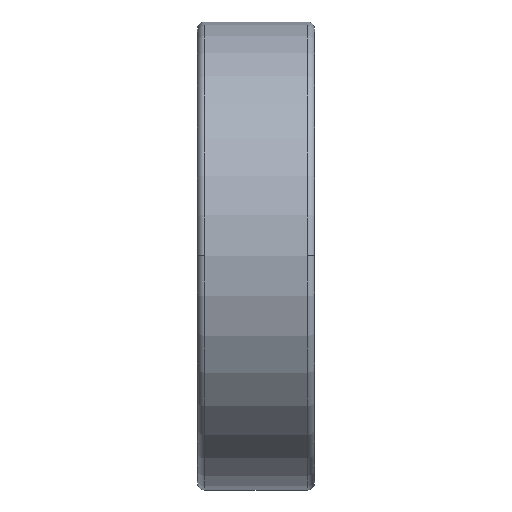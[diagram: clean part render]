
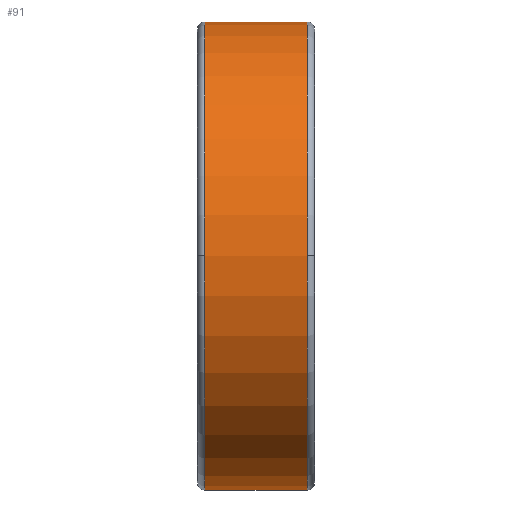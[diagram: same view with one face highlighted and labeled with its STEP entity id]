
A CAD part, top view. The second image highlights one B-rep face of the part: STEP entity #91.
In plain terms, the highlighted cylindrical face has radius 50 mm (diameter 100 mm), a partial arc.
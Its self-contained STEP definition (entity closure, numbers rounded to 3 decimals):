
#91=ADVANCED_FACE('',(#341),#342,.T.);
#341=FACE_OUTER_BOUND('',#921,.T.);
#342=CYLINDRICAL_SURFACE('',#922,50.0);
#921=EDGE_LOOP('',(#1532,#1533,#1534,#1535,#1536,#1537));
#922=AXIS2_PLACEMENT_3D('',#1538,#1539,#1540);
#1532=ORIENTED_EDGE('',*,*,#3285,.F.);
#1533=ORIENTED_EDGE('',*,*,#3263,.T.);
#1534=ORIENTED_EDGE('',*,*,#3286,.T.);
#1535=ORIENTED_EDGE('',*,*,#3287,.F.);
#1536=ORIENTED_EDGE('',*,*,#3288,.F.);
#1537=ORIENTED_EDGE('',*,*,#3281,.F.);
#1538=CARTESIAN_POINT('',(12.5,0.0,0.0));
#1539=DIRECTION('',(1.0,0.0,0.0));
#1540=DIRECTION('',(0.0,1.0,0.0));
#3263=EDGE_CURVE('',#3786,#3784,#3787,.T.);
#3281=EDGE_CURVE('',#3820,#3822,#3823,.T.);
#3285=EDGE_CURVE('',#3786,#3820,#3829,.T.);
#3286=EDGE_CURVE('',#3784,#3830,#3831,.T.);
#3287=EDGE_CURVE('',#3832,#3830,#3833,.T.);
#3288=EDGE_CURVE('',#3822,#3832,#3834,.T.);
#3784=VERTEX_POINT('',#4668);
#3786=VERTEX_POINT('',#4670);
#3787=CIRCLE('',#4671,50.0);
#3820=VERTEX_POINT('',#4708);
#3822=VERTEX_POINT('',#4710);
#3823=CIRCLE('',#4711,50.0);
#3829=LINE('',#4717,#4718);
#3830=VERTEX_POINT('',#4719);
#3831=CIRCLE('',#4720,50.0);
#3832=VERTEX_POINT('',#4721);
#3833=LINE('',#4722,#4723);
#3834=CIRCLE('',#4724,50.0);
#4668=CARTESIAN_POINT('',(1.5,0.,50.0));
#4670=CARTESIAN_POINT('',(1.5,50.0,0.0));
#4671=AXIS2_PLACEMENT_3D('',#8191,#8192,#8193);
#4708=CARTESIAN_POINT('',(23.5,50.0,0.0));
#4710=CARTESIAN_POINT('',(23.5,0.,50.0));
#4711=AXIS2_PLACEMENT_3D('',#8237,#8238,#8239);
#4717=CARTESIAN_POINT('',(12.5,50.0,0.));
#4718=VECTOR('',#8249,1.0);
#4719=CARTESIAN_POINT('',(1.5,-50.0,0.));
#4720=AXIS2_PLACEMENT_3D('',#8250,#8251,#8252);
#4721=CARTESIAN_POINT('',(23.5,-50.0,0.));
#4722=CARTESIAN_POINT('',(12.5,-50.0,0.));
#4723=VECTOR('',#8253,1.0);
#4724=AXIS2_PLACEMENT_3D('',#8254,#8255,#8256);
#8191=CARTESIAN_POINT('',(1.5,0.0,0.0));
#8192=DIRECTION('',(1.0,0.0,0.0));
#8193=DIRECTION('',(0.0,1.0,0.0));
#8237=CARTESIAN_POINT('',(23.5,0.0,0.0));
#8238=DIRECTION('',(1.0,0.0,0.0));
#8239=DIRECTION('',(0.0,1.0,0.0));
#8249=DIRECTION('',(1.0,0.0,0.0));
#8250=CARTESIAN_POINT('',(1.5,0.0,0.0));
#8251=DIRECTION('',(1.0,0.0,0.0));
#8252=DIRECTION('',(0.0,1.0,0.0));
#8253=DIRECTION('',(-1.0,-0.0,-0.0));
#8254=CARTESIAN_POINT('',(23.5,0.0,0.0));
#8255=DIRECTION('',(1.0,0.0,0.0));
#8256=DIRECTION('',(0.0,1.0,0.0));
